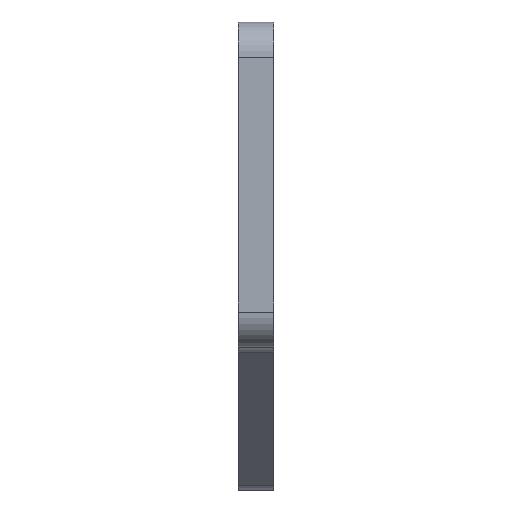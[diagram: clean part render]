
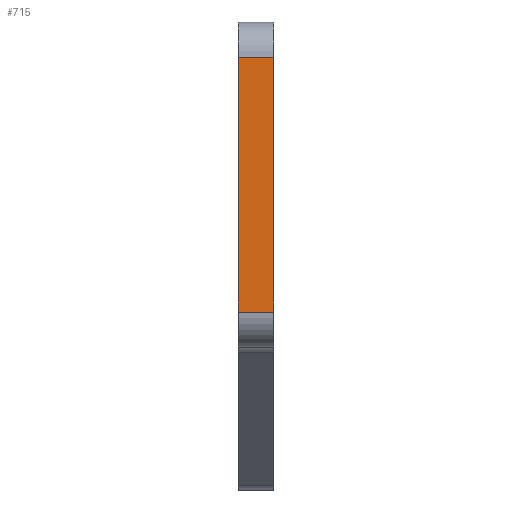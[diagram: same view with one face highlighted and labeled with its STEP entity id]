
A CAD part, front view. The second image highlights one B-rep face of the part: STEP entity #715.
In plain terms, the highlighted planar face has unit normal (0, -1, 0).
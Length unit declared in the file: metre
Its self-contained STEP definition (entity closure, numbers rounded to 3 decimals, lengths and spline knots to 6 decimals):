
#130=ORIENTED_EDGE('',*,*,#298,.T.);
#131=ORIENTED_EDGE('',*,*,#299,.T.);
#132=ORIENTED_EDGE('',*,*,#300,.F.);
#133=ORIENTED_EDGE('',*,*,#301,.T.);
#298=EDGE_CURVE('',#382,#383,#454,.T.);
#299=EDGE_CURVE('',#383,#384,#455,.F.);
#300=EDGE_CURVE('',#385,#384,#456,.T.);
#301=EDGE_CURVE('',#385,#382,#457,.T.);
#382=VERTEX_POINT('',#1129);
#383=VERTEX_POINT('',#1130);
#384=VERTEX_POINT('',#1132);
#385=VERTEX_POINT('',#1134);
#454=LINE('',#1128,#478);
#455=LINE('',#1131,#479);
#456=LINE('',#1133,#480);
#457=LINE('',#1135,#481);
#478=VECTOR('',#893,1.);
#479=VECTOR('',#894,1.);
#480=VECTOR('',#895,1.);
#481=VECTOR('',#896,1.);
#487=EDGE_LOOP('',(#130,#131,#132,#133));
#597=FACE_BOUND('',#487,.T.);
#707=PLANE('',#766);
#715=ADVANCED_FACE('',(#597),#707,.F.);
#766=AXIS2_PLACEMENT_3D('',#1127,#891,#892);
#891=DIRECTION('',(0.,1.,0.));
#892=DIRECTION('',(0.,0.,1.));
#893=DIRECTION('',(0.,0.,1.));
#894=DIRECTION('',(1.,0.,0.));
#895=DIRECTION('',(0.,0.,1.));
#896=DIRECTION('',(1.,0.,0.));
#1127=CARTESIAN_POINT('',(-0.00635,-0.3683,0.574256));
#1128=CARTESIAN_POINT('',(0.,-0.3683,0.574256));
#1129=CARTESIAN_POINT('',(0.,-0.3683,0.551612));
#1130=CARTESIAN_POINT('',(0.,-0.3683,0.5969));
#1131=CARTESIAN_POINT('',(-0.00635,-0.3683,0.5969));
#1132=CARTESIAN_POINT('',(-0.00635,-0.3683,0.5969));
#1133=CARTESIAN_POINT('',(-0.00635,-0.3683,0.574256));
#1134=CARTESIAN_POINT('',(-0.00635,-0.3683,0.551612));
#1135=CARTESIAN_POINT('',(-0.00635,-0.3683,0.551612));
